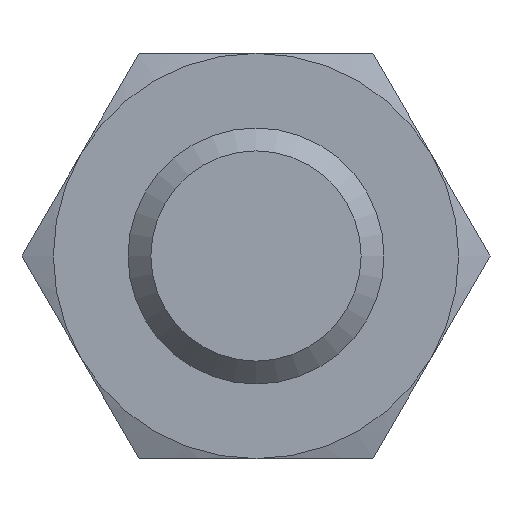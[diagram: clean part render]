
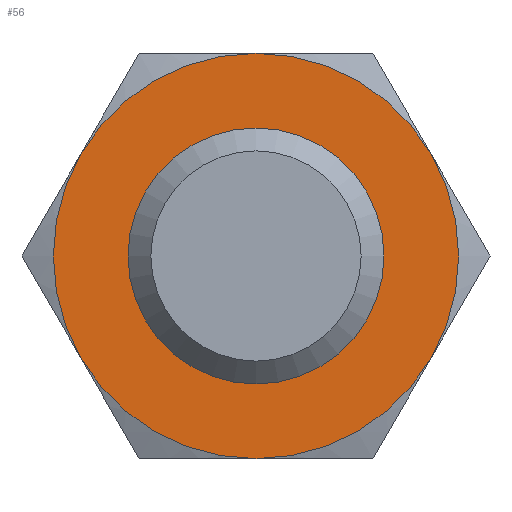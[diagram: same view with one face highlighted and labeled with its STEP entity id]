
A CAD part, front view. The second image highlights one B-rep face of the part: STEP entity #56.
In plain terms, the highlighted planar face has unit normal (0, -1, 0).
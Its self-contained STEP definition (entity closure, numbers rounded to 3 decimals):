
#56 = ADVANCED_FACE( '', ( #128, #129 ), #130, .F. );
#128 = FACE_BOUND( '', #220, .T. );
#129 = FACE_OUTER_BOUND( '', #221, .T. );
#130 = PLANE( '', #222 );
#220 = EDGE_LOOP( '', ( #318 ) );
#221 = EDGE_LOOP( '', ( #319, #320, #321, #322, #323, #324 ) );
#222 = AXIS2_PLACEMENT_3D( '', #325, #326, #327 );
#318 = ORIENTED_EDGE( '', *, *, #510, .F. );
#319 = ORIENTED_EDGE( '', *, *, #511, .T. );
#320 = ORIENTED_EDGE( '', *, *, #512, .T. );
#321 = ORIENTED_EDGE( '', *, *, #502, .T. );
#322 = ORIENTED_EDGE( '', *, *, #513, .T. );
#323 = ORIENTED_EDGE( '', *, *, #508, .T. );
#324 = ORIENTED_EDGE( '', *, *, #514, .T. );
#325 = CARTESIAN_POINT( '', ( 9.5, 0., 0. ) );
#326 = DIRECTION( '', ( 0., 1., 0. ) );
#327 = DIRECTION( '', ( 0., 0., 1. ) );
#502 = EDGE_CURVE( '', #580, #581, #582, .T. );
#508 = EDGE_CURVE( '', #587, #590, #592, .T. );
#510 = EDGE_CURVE( '', #594, #594, #595, .T. );
#511 = EDGE_CURVE( '', #596, #597, #598, .T. );
#512 = EDGE_CURVE( '', #597, #580, #599, .T. );
#513 = EDGE_CURVE( '', #581, #587, #600, .T. );
#514 = EDGE_CURVE( '', #590, #596, #601, .T. );
#580 = VERTEX_POINT( '', #694 );
#581 = VERTEX_POINT( '', #695 );
#582 = CIRCLE( '', #696, 9.5 );
#587 = VERTEX_POINT( '', #711 );
#590 = VERTEX_POINT( '', #719 );
#592 = CIRCLE( '', #726, 9.5 );
#594 = VERTEX_POINT( '', #728 );
#595 = CIRCLE( '', #729, 4.7 );
#596 = VERTEX_POINT( '', #730 );
#597 = VERTEX_POINT( '', #731 );
#598 = CIRCLE( '', #732, 9.5 );
#599 = CIRCLE( '', #733, 9.5 );
#600 = CIRCLE( '', #734, 9.5 );
#601 = CIRCLE( '', #735, 9.5 );
#694 = CARTESIAN_POINT( '', ( 8.227, 0., 4.75 ) );
#695 = CARTESIAN_POINT( '', ( 0., 0., 9.5 ) );
#696 = AXIS2_PLACEMENT_3D( '', #909, #910, #911 );
#711 = CARTESIAN_POINT( '', ( -8.227, 0., 4.75 ) );
#719 = CARTESIAN_POINT( '', ( -8.227, 0., -4.75 ) );
#726 = AXIS2_PLACEMENT_3D( '', #912, #913, #914 );
#728 = CARTESIAN_POINT( '', ( 0., 0., -4.7 ) );
#729 = AXIS2_PLACEMENT_3D( '', #915, #916, #917 );
#730 = CARTESIAN_POINT( '', ( 0., 0., -9.5 ) );
#731 = CARTESIAN_POINT( '', ( 8.227, 0., -4.75 ) );
#732 = AXIS2_PLACEMENT_3D( '', #918, #919, #920 );
#733 = AXIS2_PLACEMENT_3D( '', #921, #922, #923 );
#734 = AXIS2_PLACEMENT_3D( '', #924, #925, #926 );
#735 = AXIS2_PLACEMENT_3D( '', #927, #928, #929 );
#909 = CARTESIAN_POINT( '', ( 0., 0., 0. ) );
#910 = DIRECTION( '', ( 0., -1., 0. ) );
#911 = DIRECTION( '', ( 0., 0., -1. ) );
#912 = CARTESIAN_POINT( '', ( 0., 0., 0. ) );
#913 = DIRECTION( '', ( 0., -1., 0. ) );
#914 = DIRECTION( '', ( 0., 0., -1. ) );
#915 = CARTESIAN_POINT( '', ( 0., 0., 0. ) );
#916 = DIRECTION( '', ( 0., -1., 0. ) );
#917 = DIRECTION( '', ( 0., 0., -1. ) );
#918 = CARTESIAN_POINT( '', ( 0., 0., 0. ) );
#919 = DIRECTION( '', ( 0., -1., 0. ) );
#920 = DIRECTION( '', ( 0., 0., -1. ) );
#921 = CARTESIAN_POINT( '', ( 0., 0., 0. ) );
#922 = DIRECTION( '', ( 0., -1., 0. ) );
#923 = DIRECTION( '', ( 0., 0., -1. ) );
#924 = CARTESIAN_POINT( '', ( 0., 0., 0. ) );
#925 = DIRECTION( '', ( 0., -1., 0. ) );
#926 = DIRECTION( '', ( 0., 0., -1. ) );
#927 = CARTESIAN_POINT( '', ( 0., 0., 0. ) );
#928 = DIRECTION( '', ( 0., -1., 0. ) );
#929 = DIRECTION( '', ( 0., 0., -1. ) );
